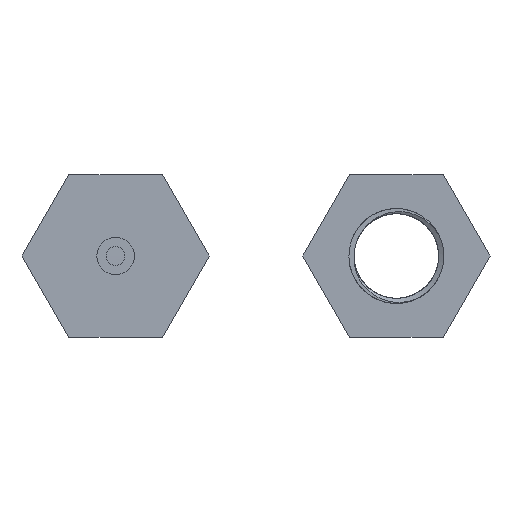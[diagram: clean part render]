
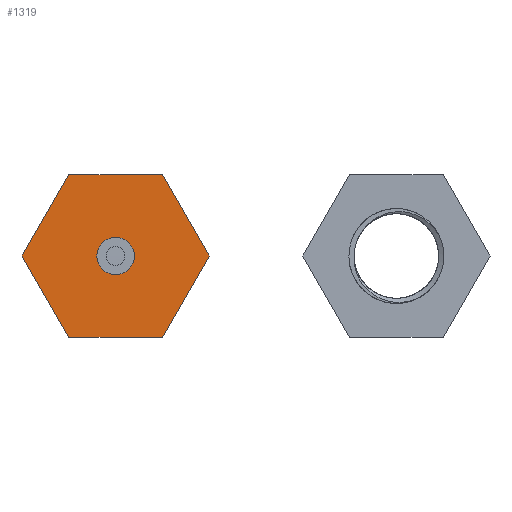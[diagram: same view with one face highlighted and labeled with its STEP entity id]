
A CAD part, front view. The second image highlights one B-rep face of the part: STEP entity #1319.
In plain terms, the highlighted planar face has unit normal (0, -1, 0).
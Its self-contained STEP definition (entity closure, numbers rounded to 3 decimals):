
#22=FACE_BOUND('',#216,.T.);
#45=PLANE('',#1420);
#56=CIRCLE('',#1403,2.);
#135=FACE_OUTER_BOUND('',#215,.T.);
#215=EDGE_LOOP('',(#1186,#1187,#1188,#1189,#1190,#1191));
#216=EDGE_LOOP('',(#1192));
#379=LINE('',#7188,#464);
#383=LINE('',#7196,#468);
#386=LINE('',#7202,#471);
#389=LINE('',#7208,#474);
#392=LINE('',#7214,#477);
#395=LINE('',#7219,#480);
#464=VECTOR('',#1648,10.);
#468=VECTOR('',#1654,10.);
#471=VECTOR('',#1659,10.);
#474=VECTOR('',#1664,10.);
#477=VECTOR('',#1669,10.);
#480=VECTOR('',#1674,10.);
#590=VERTEX_POINT('',#5634);
#596=VERTEX_POINT('',#7186);
#597=VERTEX_POINT('',#7187);
#600=VERTEX_POINT('',#7195);
#602=VERTEX_POINT('',#7201);
#604=VERTEX_POINT('',#7207);
#606=VERTEX_POINT('',#7213);
#772=EDGE_CURVE('',#590,#590,#56,.T.);
#785=EDGE_CURVE('',#596,#597,#379,.T.);
#789=EDGE_CURVE('',#600,#596,#383,.T.);
#792=EDGE_CURVE('',#602,#600,#386,.T.);
#795=EDGE_CURVE('',#604,#602,#389,.T.);
#798=EDGE_CURVE('',#606,#604,#392,.T.);
#801=EDGE_CURVE('',#597,#606,#395,.T.);
#1186=ORIENTED_EDGE('',*,*,#801,.F.);
#1187=ORIENTED_EDGE('',*,*,#785,.F.);
#1188=ORIENTED_EDGE('',*,*,#789,.F.);
#1189=ORIENTED_EDGE('',*,*,#792,.F.);
#1190=ORIENTED_EDGE('',*,*,#795,.F.);
#1191=ORIENTED_EDGE('',*,*,#798,.F.);
#1192=ORIENTED_EDGE('',*,*,#772,.T.);
#1319=ADVANCED_FACE('',(#135,#22),#45,.F.);
#1403=AXIS2_PLACEMENT_3D('',#5636,#1625,#1626);
#1420=AXIS2_PLACEMENT_3D('',#7222,#1678,#1679);
#1625=DIRECTION('center_axis',(0.,1.,0.));
#1626=DIRECTION('ref_axis',(1.,0.,0.));
#1648=DIRECTION('',(1.,0.,0.));
#1654=DIRECTION('',(0.5,0.,0.866));
#1659=DIRECTION('',(-0.5,0.,0.866));
#1664=DIRECTION('',(-1.,0.,0.));
#1669=DIRECTION('',(-0.5,0.,-0.866));
#1674=DIRECTION('',(0.5,0.,-0.866));
#1678=DIRECTION('center_axis',(0.,1.,0.));
#1679=DIRECTION('ref_axis',(1.,0.,0.));
#5634=CARTESIAN_POINT('',(-32.,0.,0.));
#5636=CARTESIAN_POINT('Origin',(-30.,0.,0.));
#7186=CARTESIAN_POINT('',(-35.,0.,8.66));
#7187=CARTESIAN_POINT('',(-25.,0.,8.66));
#7188=CARTESIAN_POINT('',(-35.,0.,8.66));
#7195=CARTESIAN_POINT('',(-40.,0.,0.));
#7196=CARTESIAN_POINT('',(-40.,0.,0.));
#7201=CARTESIAN_POINT('',(-35.,0.,-8.66));
#7202=CARTESIAN_POINT('',(-35.,0.,-8.66));
#7207=CARTESIAN_POINT('',(-25.,0.,-8.66));
#7208=CARTESIAN_POINT('',(-25.,0.,-8.66));
#7213=CARTESIAN_POINT('',(-20.,0.,0.));
#7214=CARTESIAN_POINT('',(-20.,0.,0.));
#7219=CARTESIAN_POINT('',(-25.,0.,8.66));
#7222=CARTESIAN_POINT('Origin',(-30.,0.,0.));
